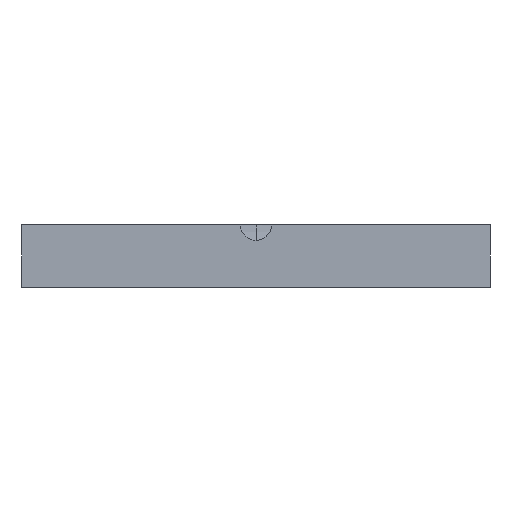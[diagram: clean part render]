
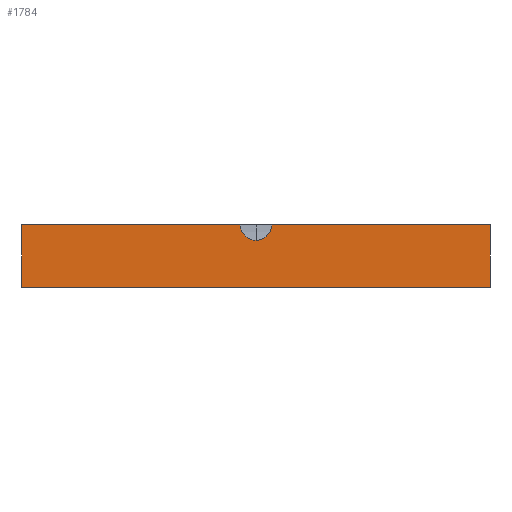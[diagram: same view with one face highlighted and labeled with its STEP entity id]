
A CAD part, front view. The second image highlights one B-rep face of the part: STEP entity #1784.
In plain terms, the highlighted planar face has unit normal (0, -1, 0).
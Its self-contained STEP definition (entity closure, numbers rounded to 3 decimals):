
#291 = CARTESIAN_POINT ( 'NONE',  ( -75., -160., 0. ) ) ;
#305 = DIRECTION ( 'NONE',  ( 1., 0., 0. ) ) ;
#585 = ORIENTED_EDGE ( 'NONE', *, *, #15121, .F. ) ;
#750 = DIRECTION ( 'NONE',  ( 1., 0., 0. ) ) ;
#851 = LINE ( 'NONE', #6558, #2061 ) ;
#1040 = CARTESIAN_POINT ( 'NONE',  ( 5., -160., 0. ) ) ;
#1088 = EDGE_CURVE ( 'NONE', #15067, #11810, #851, .T. ) ;
#1508 = DIRECTION ( 'NONE',  ( 0., 1., 0. ) ) ;
#1784 = ADVANCED_FACE ( 'NONE', ( #7390 ), #14810, .F. ) ;
#2061 = VECTOR ( 'NONE', #12604, 1000. ) ;
#2162 = DIRECTION ( 'NONE',  ( 0., -1., 0. ) ) ;
#2463 = VERTEX_POINT ( 'NONE', #4557 ) ;
#3005 = LINE ( 'NONE', #14931, #8702 ) ;
#3279 = LINE ( 'NONE', #7562, #12585 ) ;
#3410 = ORIENTED_EDGE ( 'NONE', *, *, #1088, .F. ) ;
#4249 = EDGE_CURVE ( 'NONE', #9106, #5501, #15641, .T. ) ;
#4534 = CARTESIAN_POINT ( 'NONE',  ( 0., -160., 0. ) ) ;
#4551 = ORIENTED_EDGE ( 'NONE', *, *, #8304, .F. ) ;
#4557 = CARTESIAN_POINT ( 'NONE',  ( 0., -160., -5. ) ) ;
#5126 = CARTESIAN_POINT ( 'NONE',  ( -75., -160., -20. ) ) ;
#5501 = VERTEX_POINT ( 'NONE', #6933 ) ;
#5613 = EDGE_CURVE ( 'NONE', #2463, #9106, #8432, .T. ) ;
#5753 = DIRECTION ( 'NONE',  ( 0., 0., -1. ) ) ;
#5771 = CARTESIAN_POINT ( 'NONE',  ( -5., -160., 0. ) ) ;
#6247 = LINE ( 'NONE', #6405, #9060 ) ;
#6294 = ORIENTED_EDGE ( 'NONE', *, *, #14831, .F. ) ;
#6370 = VECTOR ( 'NONE', #750, 1000. ) ;
#6405 = CARTESIAN_POINT ( 'NONE',  ( 75., -160., -10. ) ) ;
#6558 = CARTESIAN_POINT ( 'NONE',  ( 0., -160., -20. ) ) ;
#6653 = EDGE_LOOP ( 'NONE', ( #12686, #11038, #4551, #10617, #585, #3410, #6294 ) ) ;
#6933 = CARTESIAN_POINT ( 'NONE',  ( 75., -160., 0. ) ) ;
#7390 = FACE_OUTER_BOUND ( 'NONE', #6653, .T. ) ;
#7562 = CARTESIAN_POINT ( 'NONE',  ( -75., -160., 0. ) ) ;
#8006 = CARTESIAN_POINT ( 'NONE',  ( -75., -160., 0. ) ) ;
#8304 = EDGE_CURVE ( 'NONE', #13050, #2463, #13414, .T. ) ;
#8432 = CIRCLE ( 'NONE', #10825, 5. ) ;
#8702 = VECTOR ( 'NONE', #8884, 1000. ) ;
#8884 = DIRECTION ( 'NONE',  ( 0., 0., 1. ) ) ;
#9060 = VECTOR ( 'NONE', #11281, 1000. ) ;
#9106 = VERTEX_POINT ( 'NONE', #1040 ) ;
#9417 = CARTESIAN_POINT ( 'NONE',  ( 0., -160., 0. ) ) ;
#9782 = AXIS2_PLACEMENT_3D ( 'NONE', #4534, #13014, #5753 ) ;
#9991 = DIRECTION ( 'NONE',  ( 1., 0., 0. ) ) ;
#10106 = CARTESIAN_POINT ( 'NONE',  ( -75., -160., 0. ) ) ;
#10617 = ORIENTED_EDGE ( 'NONE', *, *, #11566, .F. ) ;
#10638 = DIRECTION ( 'NONE',  ( 0., 0., -1. ) ) ;
#10825 = AXIS2_PLACEMENT_3D ( 'NONE', #9417, #2162, #10638 ) ;
#11038 = ORIENTED_EDGE ( 'NONE', *, *, #5613, .F. ) ;
#11155 = AXIS2_PLACEMENT_3D ( 'NONE', #291, #1508, #9991 ) ;
#11281 = DIRECTION ( 'NONE',  ( 0., 0., -1. ) ) ;
#11566 = EDGE_CURVE ( 'NONE', #15417, #13050, #3279, .T. ) ;
#11810 = VERTEX_POINT ( 'NONE', #5126 ) ;
#12585 = VECTOR ( 'NONE', #305, 1000. ) ;
#12604 = DIRECTION ( 'NONE',  ( -1., 0., 0. ) ) ;
#12686 = ORIENTED_EDGE ( 'NONE', *, *, #4249, .F. ) ;
#13014 = DIRECTION ( 'NONE',  ( 0., -1., 0. ) ) ;
#13050 = VERTEX_POINT ( 'NONE', #5771 ) ;
#13414 = CIRCLE ( 'NONE', #9782, 5. ) ;
#13710 = CARTESIAN_POINT ( 'NONE',  ( 75., -160., -20. ) ) ;
#14810 = PLANE ( 'NONE',  #11155 ) ;
#14831 = EDGE_CURVE ( 'NONE', #5501, #15067, #6247, .T. ) ;
#14931 = CARTESIAN_POINT ( 'NONE',  ( -75., -160., -10. ) ) ;
#15067 = VERTEX_POINT ( 'NONE', #13710 ) ;
#15121 = EDGE_CURVE ( 'NONE', #11810, #15417, #3005, .T. ) ;
#15417 = VERTEX_POINT ( 'NONE', #10106 ) ;
#15641 = LINE ( 'NONE', #8006, #6370 ) ;
